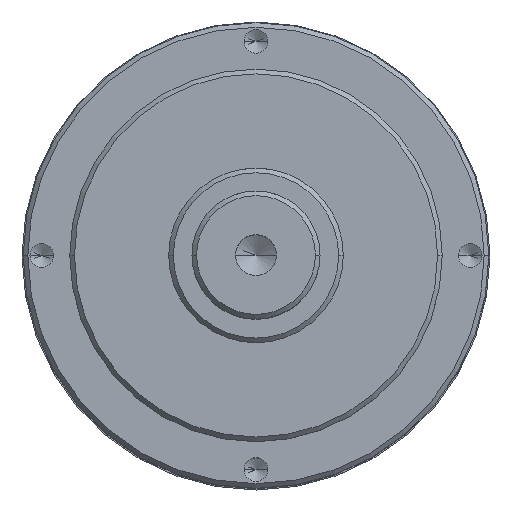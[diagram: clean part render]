
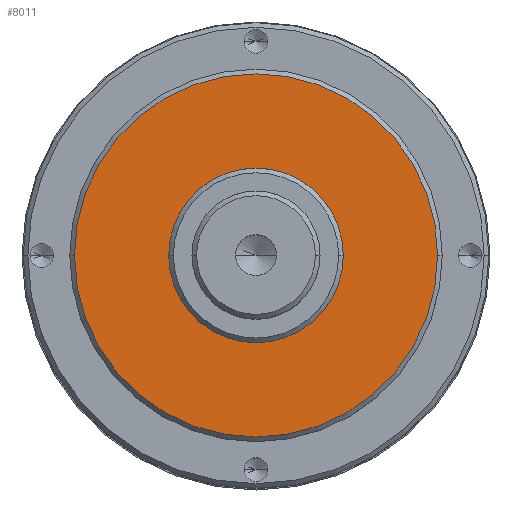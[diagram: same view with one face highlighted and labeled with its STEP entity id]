
A CAD part, top view. The second image highlights one B-rep face of the part: STEP entity #8011.
In plain terms, the highlighted planar face has unit normal (0, 0, 1).
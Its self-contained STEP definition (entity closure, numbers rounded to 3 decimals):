
#3011=CARTESIAN_POINT('',(0.,0.,137.));
#3012=DIRECTION('',(0.,0.,1.));
#3013=DIRECTION('',(1.,0.,0.));
#3014=AXIS2_PLACEMENT_3D('',#3011,#3012,#3013);
#3016=CARTESIAN_POINT('',(0.,0.,137.));
#3017=DIRECTION('',(0.,0.,1.));
#3018=DIRECTION('',(-1.,0.,0.));
#3019=AXIS2_PLACEMENT_3D('',#3016,#3017,#3018);
#3021=CARTESIAN_POINT('',(0.,0.,137.));
#3022=DIRECTION('',(0.,0.,-1.));
#3023=DIRECTION('',(1.,0.,0.));
#3024=AXIS2_PLACEMENT_3D('',#3021,#3022,#3023);
#3026=CARTESIAN_POINT('',(0.,0.,137.));
#3027=DIRECTION('',(0.,0.,-1.));
#3028=DIRECTION('',(-1.,0.,0.));
#3029=AXIS2_PLACEMENT_3D('',#3026,#3027,#3028);
#4323=CARTESIAN_POINT('',(-37.5,0.,137.));
#4325=VERTEX_POINT('',#4323);
#4327=CARTESIAN_POINT('',(37.5,0.,137.));
#4329=VERTEX_POINT('',#4327);
#4347=CARTESIAN_POINT('',(78.,0.,137.));
#4348=VERTEX_POINT('',#4347);
#4349=CARTESIAN_POINT('',(-78.,0.,137.));
#4350=VERTEX_POINT('',#4349);
#7996=CARTESIAN_POINT('',(0.,0.,137.));
#7997=DIRECTION('',(0.,0.,1.));
#7998=DIRECTION('',(1.,0.,0.));
#7999=AXIS2_PLACEMENT_3D('',#7996,#7997,#7998);
#8000=PLANE('',#7999);
#8001=ORIENTED_EDGE('',*,*,#7978,.F.);
#8002=ORIENTED_EDGE('',*,*,#7963,.F.);
#8003=EDGE_LOOP('',(#8001,#8002));
#8004=FACE_OUTER_BOUND('',#8003,.F.);
#8006=ORIENTED_EDGE('',*,*,#8005,.F.);
#8008=ORIENTED_EDGE('',*,*,#8007,.F.);
#8009=EDGE_LOOP('',(#8006,#8008));
#8010=FACE_BOUND('',#8009,.F.);
#8011=ADVANCED_FACE('',(#8004,#8010),#8000,.T.);
#3015=CIRCLE('',#3014,78.);
#3020=CIRCLE('',#3019,78.);
#3025=CIRCLE('',#3024,37.5);
#3030=CIRCLE('',#3029,37.5);
#7963=EDGE_CURVE('',#4350,#4348,#3020,.T.);
#7978=EDGE_CURVE('',#4348,#4350,#3015,.T.);
#8005=EDGE_CURVE('',#4329,#4325,#3025,.T.);
#8007=EDGE_CURVE('',#4325,#4329,#3030,.T.);
